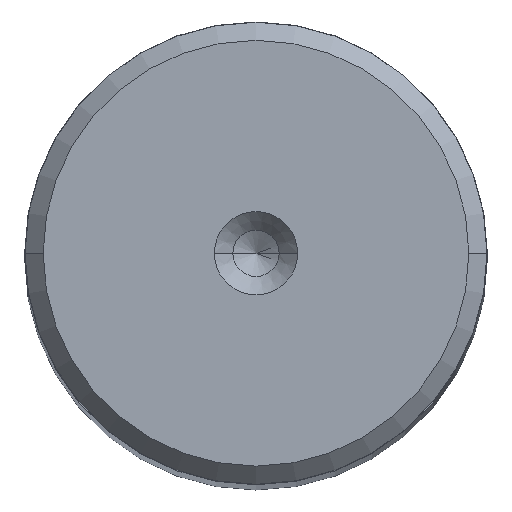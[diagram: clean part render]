
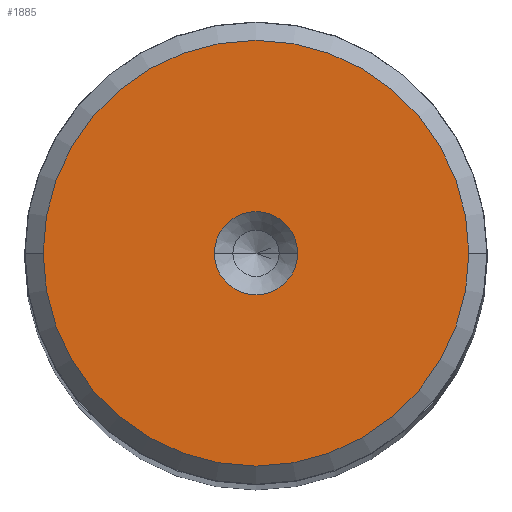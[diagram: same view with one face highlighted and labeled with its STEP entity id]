
A CAD part, top view. The second image highlights one B-rep face of the part: STEP entity #1885.
In plain terms, the highlighted planar face has unit normal (0, 0, 1).
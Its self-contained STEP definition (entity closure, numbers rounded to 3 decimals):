
#41 = CIRCLE ( 'NONE', #2126, 2.25 ) ;
#50 = AXIS2_PLACEMENT_3D ( 'NONE', #325, #1612, #712 ) ;
#86 = CIRCLE ( 'NONE', #50, 2.25 ) ;
#126 = CARTESIAN_POINT ( 'NONE',  ( -2.25, 0., 170. ) ) ;
#172 = DIRECTION ( 'NONE',  ( 0., 0., 1. ) ) ;
#242 = FACE_OUTER_BOUND ( 'NONE', #1934, .T. ) ;
#264 = ORIENTED_EDGE ( 'NONE', *, *, #951, .F. ) ;
#299 = FACE_BOUND ( 'NONE', #964, .T. ) ;
#325 = CARTESIAN_POINT ( 'NONE',  ( 0., 0., 170. ) ) ;
#586 = AXIS2_PLACEMENT_3D ( 'NONE', #1284, #1824, #921 ) ;
#597 = CIRCLE ( 'NONE', #873, 11.509 ) ;
#649 = EDGE_CURVE ( 'NONE', #947, #708, #737, .T. ) ;
#669 = CARTESIAN_POINT ( 'NONE',  ( 11.509, 0., 170. ) ) ;
#708 = VERTEX_POINT ( 'NONE', #669 ) ;
#712 = DIRECTION ( 'NONE',  ( 1., 0., 0. ) ) ;
#737 = CIRCLE ( 'NONE', #1362, 11.509 ) ;
#795 = EDGE_CURVE ( 'NONE', #2153, #934, #41, .T. ) ;
#873 = AXIS2_PLACEMENT_3D ( 'NONE', #2194, #172, #1669 ) ;
#921 = DIRECTION ( 'NONE',  ( 1., 0., 0. ) ) ;
#934 = VERTEX_POINT ( 'NONE', #126 ) ;
#947 = VERTEX_POINT ( 'NONE', #1620 ) ;
#951 = EDGE_CURVE ( 'NONE', #934, #2153, #86, .T. ) ;
#964 = EDGE_LOOP ( 'NONE', ( #2343, #264 ) ) ;
#974 = DIRECTION ( 'NONE',  ( 1., 0., 0. ) ) ;
#1020 = ORIENTED_EDGE ( 'NONE', *, *, #1371, .T. ) ;
#1068 = PLANE ( 'NONE',  #586 ) ;
#1239 = DIRECTION ( 'NONE',  ( 0., 0., 1. ) ) ;
#1263 = ORIENTED_EDGE ( 'NONE', *, *, #649, .T. ) ;
#1284 = CARTESIAN_POINT ( 'NONE',  ( 0., 0., 170. ) ) ;
#1362 = AXIS2_PLACEMENT_3D ( 'NONE', #1730, #2085, #974 ) ;
#1371 = EDGE_CURVE ( 'NONE', #708, #947, #597, .T. ) ;
#1612 = DIRECTION ( 'NONE',  ( 0., 0., 1. ) ) ;
#1620 = CARTESIAN_POINT ( 'NONE',  ( -11.509, 0., 170. ) ) ;
#1669 = DIRECTION ( 'NONE',  ( 1., 0., 0. ) ) ;
#1730 = CARTESIAN_POINT ( 'NONE',  ( 0., 0., 170. ) ) ;
#1795 = DIRECTION ( 'NONE',  ( 1., 0., 0. ) ) ;
#1814 = CARTESIAN_POINT ( 'NONE',  ( 0., 0., 170. ) ) ;
#1824 = DIRECTION ( 'NONE',  ( 0., 0., 1. ) ) ;
#1885 = ADVANCED_FACE ( 'NONE', ( #299, #242 ), #1068, .T. ) ;
#1934 = EDGE_LOOP ( 'NONE', ( #1263, #1020 ) ) ;
#2085 = DIRECTION ( 'NONE',  ( 0., 0., 1. ) ) ;
#2115 = CARTESIAN_POINT ( 'NONE',  ( 2.25, 0., 170. ) ) ;
#2126 = AXIS2_PLACEMENT_3D ( 'NONE', #1814, #1239, #1795 ) ;
#2153 = VERTEX_POINT ( 'NONE', #2115 ) ;
#2194 = CARTESIAN_POINT ( 'NONE',  ( 0., 0., 170. ) ) ;
#2343 = ORIENTED_EDGE ( 'NONE', *, *, #795, .F. ) ;
